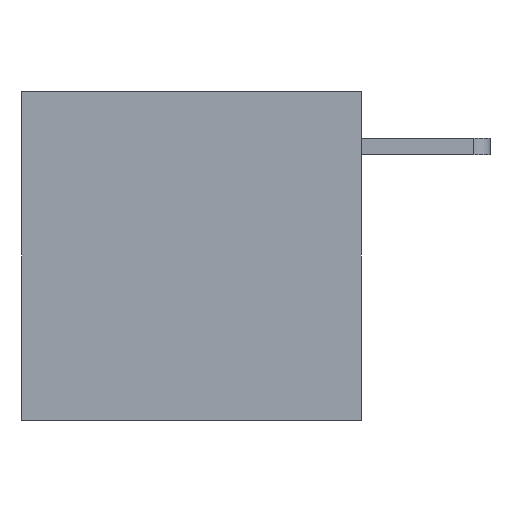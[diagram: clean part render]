
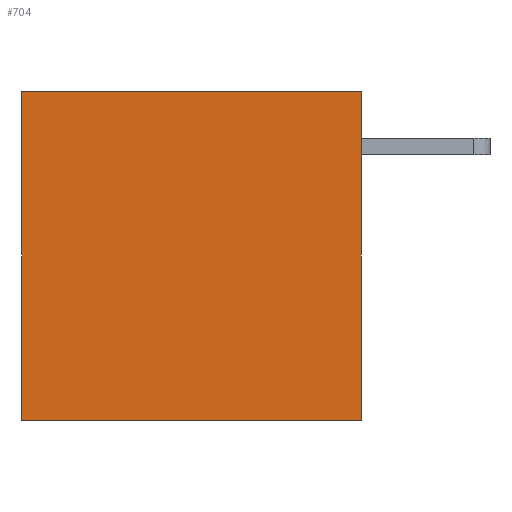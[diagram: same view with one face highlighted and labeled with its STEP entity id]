
A CAD part, left-side view. The second image highlights one B-rep face of the part: STEP entity #704.
In plain terms, the highlighted planar face has unit normal (-1, 0, 0).
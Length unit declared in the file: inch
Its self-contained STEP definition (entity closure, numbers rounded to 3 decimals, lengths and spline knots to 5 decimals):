
#58 = CARTESIAN_POINT ( 'NONE',  ( -0.15, 0., 0.23622 ) ) ;
#132 = LINE ( 'NONE', #1042, #442 ) ;
#257 = EDGE_LOOP ( 'NONE', ( #2650, #1399, #1227, #496 ) ) ;
#311 = VECTOR ( 'NONE', #931, 39.37008 ) ;
#337 = VECTOR ( 'NONE', #2141, 39.37008 ) ;
#410 = EDGE_CURVE ( 'NONE', #1875, #2638, #1374, .T. ) ;
#442 = VECTOR ( 'NONE', #589, 39.37008 ) ;
#496 = ORIENTED_EDGE ( 'NONE', *, *, #410, .T. ) ;
#535 = AXIS2_PLACEMENT_3D ( 'NONE', #1339, #1970, #2467 ) ;
#589 = DIRECTION ( 'NONE',  ( 0., 0., 1. ) ) ;
#615 = LINE ( 'NONE', #1513, #2428 ) ;
#621 = EDGE_CURVE ( 'NONE', #1875, #1293, #132, .T. ) ;
#704 = ADVANCED_FACE ( 'NONE', ( #1570 ), #1595, .F. ) ;
#931 = DIRECTION ( 'NONE',  ( 0., -1., 0. ) ) ;
#1042 = CARTESIAN_POINT ( 'NONE',  ( -0.15, 0.48819, 0.23622 ) ) ;
#1227 = ORIENTED_EDGE ( 'NONE', *, *, #621, .F. ) ;
#1293 = VERTEX_POINT ( 'NONE', #1945 ) ;
#1339 = CARTESIAN_POINT ( 'NONE',  ( -0.15, 0.48819, 0.23622 ) ) ;
#1359 = EDGE_CURVE ( 'NONE', #2638, #2731, #2815, .T. ) ;
#1374 = LINE ( 'NONE', #2029, #311 ) ;
#1399 = ORIENTED_EDGE ( 'NONE', *, *, #1846, .F. ) ;
#1513 = CARTESIAN_POINT ( 'NONE',  ( -0.15, 0.48819, 0.23622 ) ) ;
#1570 = FACE_OUTER_BOUND ( 'NONE', #257, .T. ) ;
#1580 = CARTESIAN_POINT ( 'NONE',  ( -0.15, 0.48819, -0.23622 ) ) ;
#1595 = PLANE ( 'NONE',  #535 ) ;
#1846 = EDGE_CURVE ( 'NONE', #1293, #2731, #615, .T. ) ;
#1875 = VERTEX_POINT ( 'NONE', #1580 ) ;
#1945 = CARTESIAN_POINT ( 'NONE',  ( -0.15, 0.48819, 0.23622 ) ) ;
#1956 = DIRECTION ( 'NONE',  ( 0., -1., 0. ) ) ;
#1970 = DIRECTION ( 'NONE',  ( 1., 0., 0. ) ) ;
#2029 = CARTESIAN_POINT ( 'NONE',  ( -0.15, 0.48819, -0.23622 ) ) ;
#2141 = DIRECTION ( 'NONE',  ( 0., 0., 1. ) ) ;
#2286 = CARTESIAN_POINT ( 'NONE',  ( -0.15, 0., -0.23622 ) ) ;
#2428 = VECTOR ( 'NONE', #1956, 39.37008 ) ;
#2467 = DIRECTION ( 'NONE',  ( 0., 0., -1. ) ) ;
#2598 = CARTESIAN_POINT ( 'NONE',  ( -0.15, 0., 0.23622 ) ) ;
#2638 = VERTEX_POINT ( 'NONE', #2286 ) ;
#2650 = ORIENTED_EDGE ( 'NONE', *, *, #1359, .T. ) ;
#2731 = VERTEX_POINT ( 'NONE', #58 ) ;
#2815 = LINE ( 'NONE', #2598, #337 ) ;
